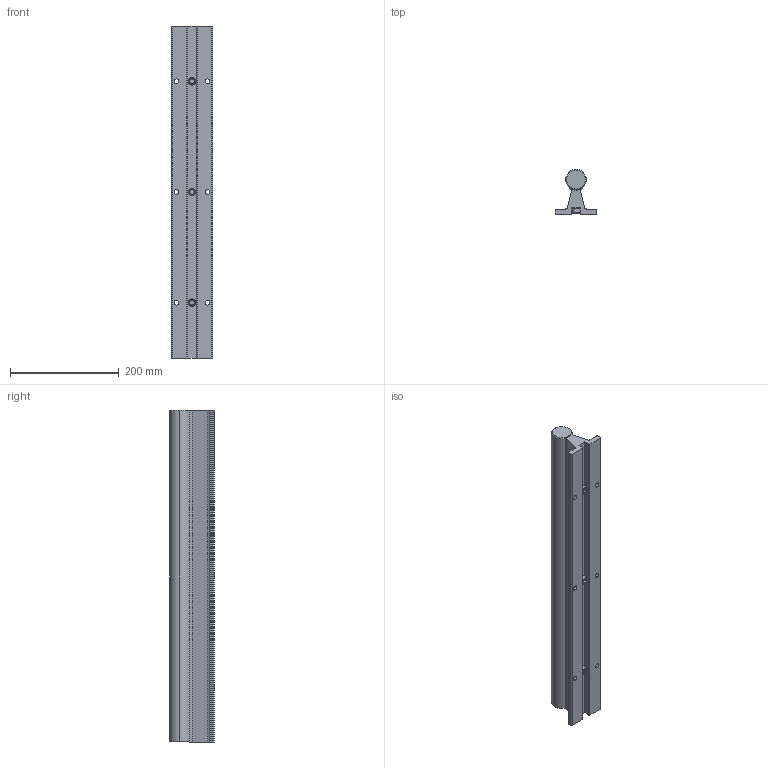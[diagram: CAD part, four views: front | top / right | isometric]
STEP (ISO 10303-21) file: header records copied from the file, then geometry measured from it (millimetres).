
FILE_DESCRIPTION (( 'STEP AP203' ), '1' );
FILE_NAME ('ShaftRailAssembly_E4F29727AB.step', '2020-03-24T15:13:48', ( 'localadmin' ), ( 'BOXX Technologies, Inc.' ), 'SwSTEP 2.0', 'SolidWorks 2019', '' );
FILE_SCHEMA (( 'CONFIG_CONTROL_DESIGN' ));
Length unit declared in the file: inch
Products named in the file (3): mVCQ8vwcRU_CADModel_0; ShaftRailAssembly_E4F29727AB
Assembly tree (1 placements, depth 2):
  ShaftRailAssembly_E4F29727AB
    mVCQ8vwcRU_CADModel_0
  mVCQ8vwcRU_CADModel_0
Bounding box: 76.2 x 82.55 x 609.6 mm (x, y, z)
Volume: 1542315.1 mm3; surface area: 242930.2 mm2
Topology: 5 solids, 5 shells, 165 faces, 377 edges, 225 vertices
Faces by surface type: plane 60, cylinder 56, cone 49
Entity records: 5245 total; most frequent: CARTESIAN_POINT 1225, DIRECTION 821, ORIENTED_EDGE 742, EDGE_CURVE 371, AXIS2_PLACEMENT_3D 313, VERTEX_POINT 225, VECTOR 195, LINE 195
